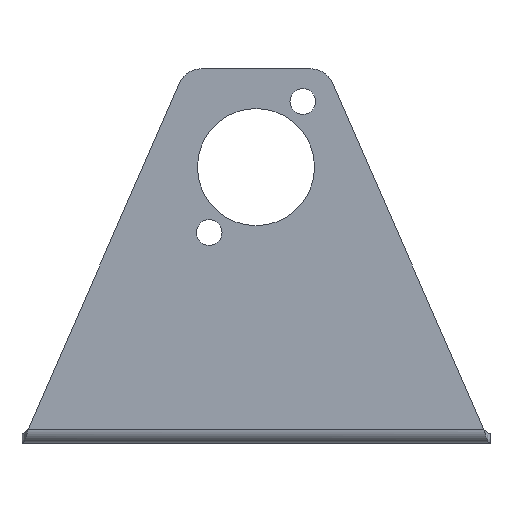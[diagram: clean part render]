
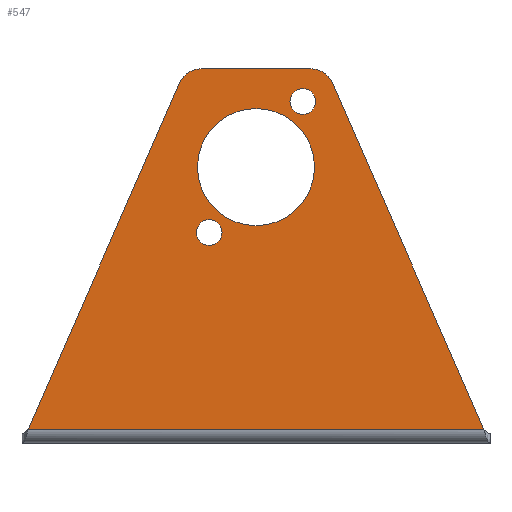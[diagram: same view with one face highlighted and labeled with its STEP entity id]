
A CAD part, left-side view. The second image highlights one B-rep face of the part: STEP entity #547.
In plain terms, the highlighted planar face has unit normal (-1, 0, 0).
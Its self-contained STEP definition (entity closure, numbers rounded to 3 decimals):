
#15 = EDGE_LOOP ( 'NONE', ( #176, #653, #20, #809, #427, #244 ) ) ;
#20 = ORIENTED_EDGE ( 'NONE', *, *, #125, .F. ) ;
#56 = CIRCLE ( 'NONE', #371, 5. ) ;
#57 = CIRCLE ( 'NONE', #210, 5. ) ;
#62 = CARTESIAN_POINT ( 'NONE',  ( 0., 10., -35. ) ) ;
#67 = ORIENTED_EDGE ( 'NONE', *, *, #581, .T. ) ;
#83 = VERTEX_POINT ( 'NONE', #803 ) ;
#94 = DIRECTION ( 'NONE',  ( 0., 0., 1. ) ) ;
#100 = FACE_OUTER_BOUND ( 'NONE', #15, .T. ) ;
#114 = CARTESIAN_POINT ( 'NONE',  ( 0., 0., -33.5 ) ) ;
#119 = VERTEX_POINT ( 'NONE', #595 ) ;
#123 = DIRECTION ( 'NONE',  ( -1., 0., 0. ) ) ;
#125 = EDGE_CURVE ( 'NONE', #650, #672, #575, .T. ) ;
#159 = DIRECTION ( 'NONE',  ( 0., -0.401, 0.916 ) ) ;
#171 = DIRECTION ( 'NONE',  ( -1., 0., 0. ) ) ;
#176 = ORIENTED_EDGE ( 'NONE', *, *, #780, .F. ) ;
#198 = VECTOR ( 'NONE', #715, 1000. ) ;
#210 = AXIS2_PLACEMENT_3D ( 'NONE', #829, #834, #836 ) ;
#218 = PLANE ( 'NONE',  #749 ) ;
#223 = DIRECTION ( 'NONE',  ( 0., 0., -1. ) ) ;
#244 = ORIENTED_EDGE ( 'NONE', *, *, #331, .T. ) ;
#263 = AXIS2_PLACEMENT_3D ( 'NONE', #62, #701, #625 ) ;
#279 = VERTEX_POINT ( 'NONE', #382 ) ;
#310 = EDGE_LOOP ( 'NONE', ( #67 ) ) ;
#315 = EDGE_CURVE ( 'NONE', #479, #672, #56, .T. ) ;
#331 = EDGE_CURVE ( 'NONE', #397, #279, #878, .T. ) ;
#335 = CARTESIAN_POINT ( 'NONE',  ( 0., 11.73, 0. ) ) ;
#367 = ORIENTED_EDGE ( 'NONE', *, *, #673, .T. ) ;
#371 = AXIS2_PLACEMENT_3D ( 'NONE', #594, #123, #592 ) ;
#382 = CARTESIAN_POINT ( 'NONE',  ( 0., -48.688, -77. ) ) ;
#397 = VERTEX_POINT ( 'NONE', #797 ) ;
#420 = EDGE_LOOP ( 'NONE', ( #1019 ) ) ;
#421 = CARTESIAN_POINT ( 'NONE',  ( 0., 0., 0. ) ) ;
#423 = FACE_BOUND ( 'NONE', #420, .T. ) ;
#427 = ORIENTED_EDGE ( 'NONE', *, *, #935, .F. ) ;
#432 = CARTESIAN_POINT ( 'NONE',  ( 0., 10., -37.75 ) ) ;
#444 = DIRECTION ( 'NONE',  ( 0., -1., 0. ) ) ;
#466 = CARTESIAN_POINT ( 'NONE',  ( 0., 0., -21. ) ) ;
#479 = VERTEX_POINT ( 'NONE', #804 ) ;
#503 = LINE ( 'NONE', #845, #677 ) ;
#519 = CARTESIAN_POINT ( 'NONE',  ( 0., 50., -77. ) ) ;
#531 = VECTOR ( 'NONE', #444, 1000. ) ;
#547 = ADVANCED_FACE ( 'NONE', ( #423, #892, #669, #100 ), #218, .T. ) ;
#552 = DIRECTION ( 'NONE',  ( 0., -0.401, -0.916 ) ) ;
#575 = LINE ( 'NONE', #421, #198 ) ;
#581 = EDGE_CURVE ( 'NONE', #119, #119, #819, .T. ) ;
#585 = EDGE_LOOP ( 'NONE', ( #367 ) ) ;
#592 = DIRECTION ( 'NONE',  ( 0., 0., 1. ) ) ;
#594 = CARTESIAN_POINT ( 'NONE',  ( 0., -11.73, -5. ) ) ;
#595 = CARTESIAN_POINT ( 'NONE',  ( 0., -10., -9.75 ) ) ;
#612 = LINE ( 'NONE', #1017, #702 ) ;
#625 = DIRECTION ( 'NONE',  ( 0., 0., -1. ) ) ;
#627 = DIRECTION ( 'NONE',  ( 1., 0., 0. ) ) ;
#650 = VERTEX_POINT ( 'NONE', #335 ) ;
#653 = ORIENTED_EDGE ( 'NONE', *, *, #315, .T. ) ;
#656 = CARTESIAN_POINT ( 'NONE',  ( 0., -11.73, 0. ) ) ;
#669 = FACE_BOUND ( 'NONE', #310, .T. ) ;
#672 = VERTEX_POINT ( 'NONE', #656 ) ;
#673 = EDGE_CURVE ( 'NONE', #932, #932, #692, .T. ) ;
#677 = VECTOR ( 'NONE', #552, 1000. ) ;
#686 = AXIS2_PLACEMENT_3D ( 'NONE', #691, #783, #223 ) ;
#691 = CARTESIAN_POINT ( 'NONE',  ( 0., -10., -7. ) ) ;
#692 = CIRCLE ( 'NONE', #263, 2.75 ) ;
#701 = DIRECTION ( 'NONE',  ( 1., 0., 0. ) ) ;
#702 = VECTOR ( 'NONE', #159, 1000. ) ;
#710 = CARTESIAN_POINT ( 'NONE',  ( 0., 0., 0. ) ) ;
#715 = DIRECTION ( 'NONE',  ( 0., -1., 0. ) ) ;
#749 = AXIS2_PLACEMENT_3D ( 'NONE', #710, #171, #94 ) ;
#750 = VERTEX_POINT ( 'NONE', #114 ) ;
#775 = EDGE_CURVE ( 'NONE', #650, #83, #57, .T. ) ;
#779 = EDGE_CURVE ( 'NONE', #750, #750, #954, .T. ) ;
#780 = EDGE_CURVE ( 'NONE', #479, #279, #503, .T. ) ;
#783 = DIRECTION ( 'NONE',  ( 1., 0., 0. ) ) ;
#792 = DIRECTION ( 'NONE',  ( 0., 0., -1. ) ) ;
#797 = CARTESIAN_POINT ( 'NONE',  ( 0., 48.688, -77. ) ) ;
#803 = CARTESIAN_POINT ( 'NONE',  ( 0., 16.311, -2.996 ) ) ;
#804 = CARTESIAN_POINT ( 'NONE',  ( 0., -16.311, -2.996 ) ) ;
#809 = ORIENTED_EDGE ( 'NONE', *, *, #775, .T. ) ;
#819 = CIRCLE ( 'NONE', #686, 2.75 ) ;
#829 = CARTESIAN_POINT ( 'NONE',  ( 0., 11.73, -5. ) ) ;
#834 = DIRECTION ( 'NONE',  ( -1., 0., 0. ) ) ;
#836 = DIRECTION ( 'NONE',  ( 0., 0., 1. ) ) ;
#845 = CARTESIAN_POINT ( 'NONE',  ( 0., -50., -80. ) ) ;
#878 = LINE ( 'NONE', #519, #531 ) ;
#892 = FACE_BOUND ( 'NONE', #585, .T. ) ;
#932 = VERTEX_POINT ( 'NONE', #432 ) ;
#935 = EDGE_CURVE ( 'NONE', #397, #83, #612, .T. ) ;
#954 = CIRCLE ( 'NONE', #1024, 12.5 ) ;
#1017 = CARTESIAN_POINT ( 'NONE',  ( 0., 15., 0. ) ) ;
#1019 = ORIENTED_EDGE ( 'NONE', *, *, #779, .T. ) ;
#1024 = AXIS2_PLACEMENT_3D ( 'NONE', #466, #627, #792 ) ;
